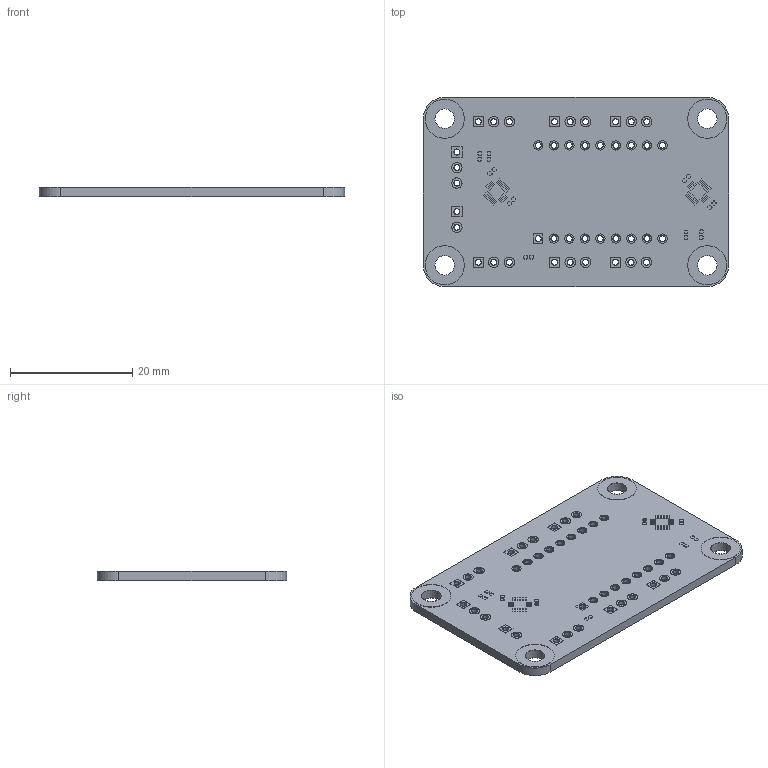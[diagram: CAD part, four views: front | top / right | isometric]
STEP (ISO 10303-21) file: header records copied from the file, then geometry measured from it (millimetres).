
FILE_DESCRIPTION(('KiCad electronic assembly'),'2;1');
FILE_NAME('fizzbee.step','2025-12-22T09:52:21',('Pcbnew'),('Kicad'), 'Open CASCADE STEP processor 7.9','KiCad to STEP converter','Unknown' );
FILE_SCHEMA(('AUTOMOTIVE_DESIGN { 1 0 10303 214 1 1 1 1 }'));
Length unit declared in the file: millimetre
Products named in the file (3): fizzbee 1; fizzbee_pad; fizzbee_PCB
Assembly tree (2 placements, depth 2):
  fizzbee 1
    fizzbee_pad
    fizzbee_PCB
Bounding box: 50 x 31 x 1.59 mm (x, y, z)
Volume: 2245.5 mm3; surface area: 4543.3 mm2
Topology: 182 solids, 182 shells, 1005 faces, 1923 edges, 1282 vertices
Faces by surface type: plane 640, cylinder 365
Full cylindrical faces by diameter (mm): 0.95 x123, 1 x82, 1.508 x34, 1.7 x30, 3.2 x12, 6.4 x8
Entity records: 27193 total; most frequent: DIRECTION 4669, CARTESIAN_POINT 4213, ORIENTED_EDGE 3846, EDGE_CURVE 1923, AXIS2_PLACEMENT_3D 1738, FACE_BOUND 1357, EDGE_LOOP 1357, VERTEX_POINT 1282
